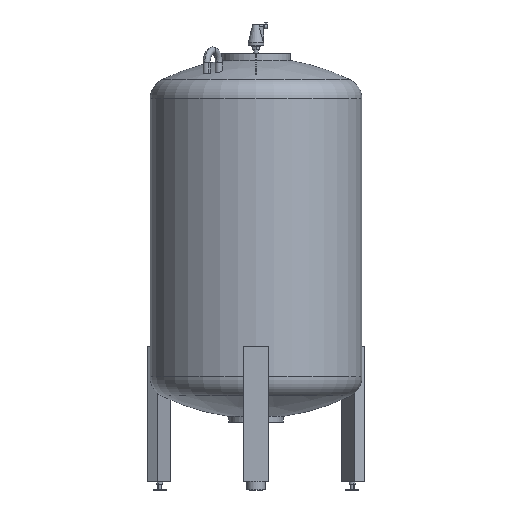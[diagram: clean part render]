
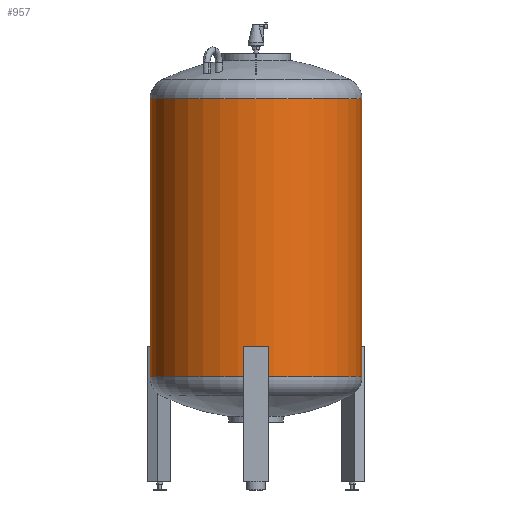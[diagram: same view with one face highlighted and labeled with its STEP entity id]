
A CAD part, front view. The second image highlights one B-rep face of the part: STEP entity #957.
In plain terms, the highlighted cylindrical face has radius 500 mm (diameter 1000 mm), a partial arc.
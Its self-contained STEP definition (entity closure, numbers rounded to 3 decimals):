
#63 = LINE ( 'NONE', #721, #211 ) ;
#211 = VECTOR ( 'NONE', #1375, 1000. ) ;
#266 = ORIENTED_EDGE ( 'NONE', *, *, #2318, .F. ) ;
#437 = CYLINDRICAL_SURFACE ( 'NONE', #3482, 500. ) ;
#473 = CARTESIAN_POINT ( 'NONE',  ( 500., 0., 1846.226 ) ) ;
#488 = EDGE_CURVE ( 'NONE', #3485, #2244, #2736, .T. ) ;
#541 = ORIENTED_EDGE ( 'NONE', *, *, #2962, .T. ) ;
#721 = CARTESIAN_POINT ( 'NONE',  ( -500., 0., 1190. ) ) ;
#926 = DIRECTION ( 'NONE',  ( -1., 0., 0. ) ) ;
#957 = ADVANCED_FACE ( 'NONE', ( #3937 ), #437, .T. ) ;
#1010 = DIRECTION ( 'NONE',  ( -1., 0., 0. ) ) ;
#1248 = CARTESIAN_POINT ( 'NONE',  ( 0., 0., 533.774 ) ) ;
#1375 = DIRECTION ( 'NONE',  ( 0., 0., 1. ) ) ;
#1413 = DIRECTION ( 'NONE',  ( 0., 0., 1. ) ) ;
#1449 = CARTESIAN_POINT ( 'NONE',  ( -500., 0., 1846.226 ) ) ;
#1653 = VERTEX_POINT ( 'NONE', #1449 ) ;
#1691 = CARTESIAN_POINT ( 'NONE',  ( 500., 0., 533.774 ) ) ;
#1905 = AXIS2_PLACEMENT_3D ( 'NONE', #1248, #3916, #926 ) ;
#2244 = VERTEX_POINT ( 'NONE', #473 ) ;
#2318 = EDGE_CURVE ( 'NONE', #2969, #1653, #63, .T. ) ;
#2421 = CARTESIAN_POINT ( 'NONE',  ( 0., 0., 1846.226 ) ) ;
#2518 = ORIENTED_EDGE ( 'NONE', *, *, #488, .T. ) ;
#2612 = EDGE_CURVE ( 'NONE', #3485, #2969, #2881, .T. ) ;
#2682 = CARTESIAN_POINT ( 'NONE',  ( 0., 0., 1190. ) ) ;
#2736 = LINE ( 'NONE', #3064, #2805 ) ;
#2805 = VECTOR ( 'NONE', #4067, 1000. ) ;
#2881 = CIRCLE ( 'NONE', #1905, 500. ) ;
#2946 = CIRCLE ( 'NONE', #3989, 500. ) ;
#2962 = EDGE_CURVE ( 'NONE', #2244, #1653, #2946, .T. ) ;
#2969 = VERTEX_POINT ( 'NONE', #4038 ) ;
#2982 = ORIENTED_EDGE ( 'NONE', *, *, #2612, .F. ) ;
#3064 = CARTESIAN_POINT ( 'NONE',  ( 500., 0., 1190. ) ) ;
#3251 = EDGE_LOOP ( 'NONE', ( #266, #2982, #2518, #541 ) ) ;
#3482 = AXIS2_PLACEMENT_3D ( 'NONE', #2682, #1413, #3708 ) ;
#3485 = VERTEX_POINT ( 'NONE', #1691 ) ;
#3708 = DIRECTION ( 'NONE',  ( 1., 0., 0. ) ) ;
#3916 = DIRECTION ( 'NONE',  ( 0., 0., -1. ) ) ;
#3937 = FACE_OUTER_BOUND ( 'NONE', #3251, .T. ) ;
#3989 = AXIS2_PLACEMENT_3D ( 'NONE', #2421, #4002, #1010 ) ;
#4002 = DIRECTION ( 'NONE',  ( 0., 0., -1. ) ) ;
#4038 = CARTESIAN_POINT ( 'NONE',  ( -500., 0., 533.774 ) ) ;
#4067 = DIRECTION ( 'NONE',  ( 0., 0., 1. ) ) ;
